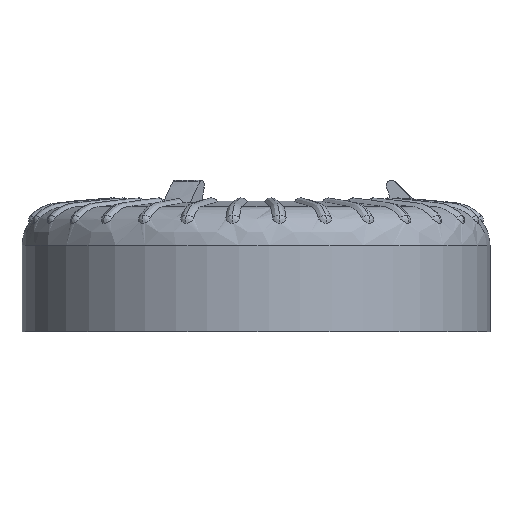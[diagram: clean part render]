
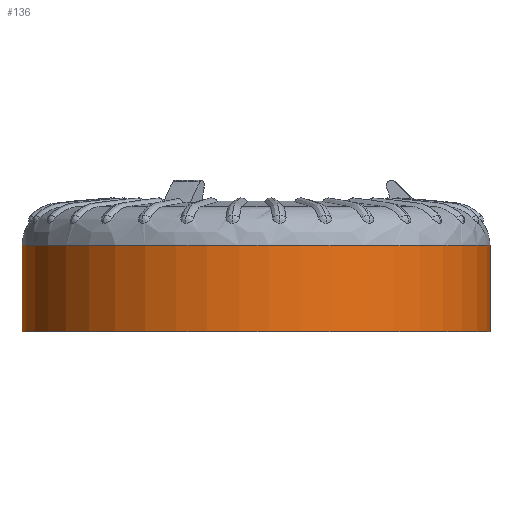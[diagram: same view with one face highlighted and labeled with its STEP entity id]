
A CAD part, front view. The second image highlights one B-rep face of the part: STEP entity #136.
In plain terms, the highlighted cylindrical face has radius 30 mm (diameter 60 mm), a partial arc.
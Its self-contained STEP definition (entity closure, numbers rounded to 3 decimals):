
#136=ADVANCED_FACE('',(#421),#4391,.T.);
#421=FACE_OUTER_BOUND('',#708,.T.);
#708=EDGE_LOOP('',(#1428,#1429,#1430,#1431));
#1428=ORIENTED_EDGE('',*,*,#2450,.F.);
#1429=ORIENTED_EDGE('',*,*,#2449,.T.);
#1430=ORIENTED_EDGE('',*,*,#2657,.T.);
#1431=ORIENTED_EDGE('',*,*,#3097,.F.);
#2449=EDGE_CURVE('',#3912,#4042,#3460,.T.);
#2450=EDGE_CURVE('',#3912,#4311,#3461,.T.);
#2657=EDGE_CURVE('',#4042,#4312,#3668,.T.);
#3097=EDGE_CURVE('',#4311,#4312,#3843,.T.);
#3460=(
BOUNDED_CURVE()
B_SPLINE_CURVE(1,(#14577,#14578),.UNSPECIFIED.,.F.,.F.)
B_SPLINE_CURVE_WITH_KNOTS((2,2),(0.,11.053),.UNSPECIFIED.)
CURVE()
GEOMETRIC_REPRESENTATION_ITEM()
RATIONAL_B_SPLINE_CURVE((1.,1.))
REPRESENTATION_ITEM('')
);
#3461=(
BOUNDED_CURVE()
B_SPLINE_CURVE(2,(#14579,#14580,#14581,#14582,#14583),.UNSPECIFIED.,.F.,
 .F.)
B_SPLINE_CURVE_WITH_KNOTS((3,2,3),(-188.496,-141.372,
-94.248),.UNSPECIFIED.)
CURVE()
GEOMETRIC_REPRESENTATION_ITEM()
RATIONAL_B_SPLINE_CURVE((1.,0.707,1.,0.707,1.))
REPRESENTATION_ITEM('')
);
#3668=(
BOUNDED_CURVE()
B_SPLINE_CURVE(2,(#15152,#15153,#15154,#15155,#15156),.UNSPECIFIED.,.F.,
 .F.)
B_SPLINE_CURVE_WITH_KNOTS((3,2,3),(0.,39.27,
78.539),.UNSPECIFIED.)
CURVE()
GEOMETRIC_REPRESENTATION_ITEM()
RATIONAL_B_SPLINE_CURVE((1.,0.707,1.,0.707,1.))
REPRESENTATION_ITEM('')
);
#3843=(
BOUNDED_CURVE()
B_SPLINE_CURVE(1,(#20214,#20215),.UNSPECIFIED.,.F.,.F.)
B_SPLINE_CURVE_WITH_KNOTS((2,2),(0.,11.053),.UNSPECIFIED.)
CURVE()
GEOMETRIC_REPRESENTATION_ITEM()
RATIONAL_B_SPLINE_CURVE((1.,1.))
REPRESENTATION_ITEM('')
);
#3912=VERTEX_POINT('',#13595);
#4042=VERTEX_POINT('',#13725);
#4311=VERTEX_POINT('',#13994);
#4312=VERTEX_POINT('',#13995);
#4391=CYLINDRICAL_SURFACE('',#4700,30.);
#4700=AXIS2_PLACEMENT_3D('',#9229,#4782,$);
#4782=DIRECTION('',(0.,0.,1.));
#9229=CARTESIAN_POINT('',(0.,0.,65.1));
#13595=CARTESIAN_POINT('',(30.,0.,15.1));
#13725=CARTESIAN_POINT('',(30.,0.,26.153));
#13994=CARTESIAN_POINT('',(-30.,0.,15.1));
#13995=CARTESIAN_POINT('',(-30.,0.,26.153));
#14577=CARTESIAN_POINT('',(30.,0.,15.1));
#14578=CARTESIAN_POINT('',(30.,0.,26.153));
#14579=CARTESIAN_POINT('',(30.,0.,15.1));
#14580=CARTESIAN_POINT('',(30.,-30.,15.1));
#14581=CARTESIAN_POINT('',(0.,-30.,15.1));
#14582=CARTESIAN_POINT('',(-30.,-30.,15.1));
#14583=CARTESIAN_POINT('',(-30.,0.,15.1));
#15152=CARTESIAN_POINT('',(30.,0.,26.153));
#15153=CARTESIAN_POINT('',(30.,-30.,26.153));
#15154=CARTESIAN_POINT('',(0.,-30.,26.153));
#15155=CARTESIAN_POINT('',(-30.,-30.,26.153));
#15156=CARTESIAN_POINT('',(-30.,0.,26.153));
#20214=CARTESIAN_POINT('',(-30.,0.,15.1));
#20215=CARTESIAN_POINT('',(-30.,0.,26.153));
